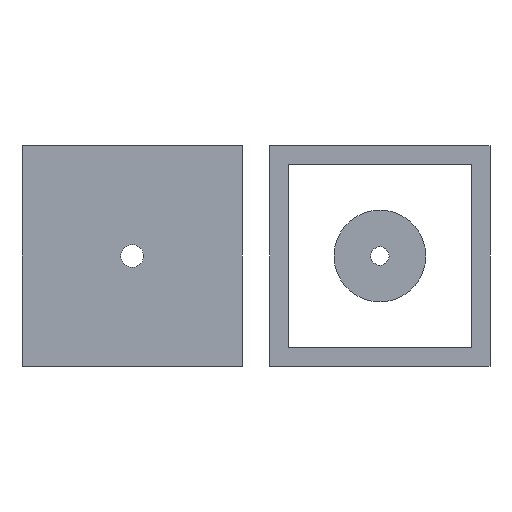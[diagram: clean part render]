
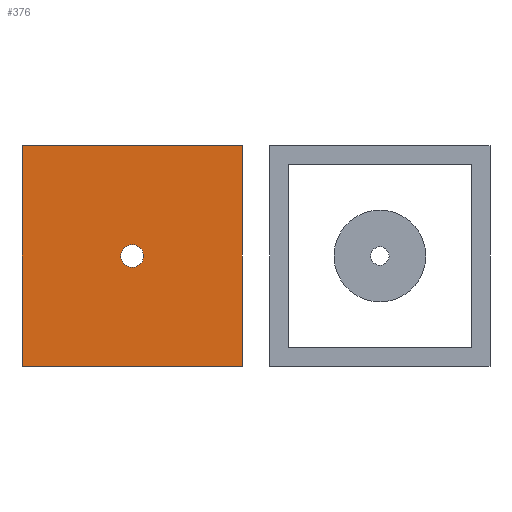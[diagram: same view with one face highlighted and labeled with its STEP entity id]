
A CAD part, front view. The second image highlights one B-rep face of the part: STEP entity #376.
In plain terms, the highlighted planar face has unit normal (0, -1, 0).
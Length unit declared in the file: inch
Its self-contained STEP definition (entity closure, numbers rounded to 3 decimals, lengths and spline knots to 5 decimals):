
#20=CIRCLE('',#405,0.125);
#41=FACE_BOUND('',#98,.T.);
#64=FACE_OUTER_BOUND('',#97,.T.);
#97=EDGE_LOOP('',(#330,#331,#332,#333));
#98=EDGE_LOOP('',(#334));
#123=LINE('',#589,#159);
#127=LINE('',#597,#163);
#130=LINE('',#603,#166);
#133=LINE('',#608,#169);
#159=VECTOR('',#490,0.3937);
#163=VECTOR('',#496,0.3937);
#166=VECTOR('',#501,0.3937);
#169=VECTOR('',#506,0.3937);
#194=VERTEX_POINT('',#584);
#195=VERTEX_POINT('',#587);
#196=VERTEX_POINT('',#588);
#199=VERTEX_POINT('',#596);
#201=VERTEX_POINT('',#602);
#234=EDGE_CURVE('',#194,#194,#20,.T.);
#235=EDGE_CURVE('',#195,#196,#123,.T.);
#239=EDGE_CURVE('',#196,#199,#127,.T.);
#242=EDGE_CURVE('',#199,#201,#130,.T.);
#245=EDGE_CURVE('',#201,#195,#133,.T.);
#330=ORIENTED_EDGE('',*,*,#245,.T.);
#331=ORIENTED_EDGE('',*,*,#235,.T.);
#332=ORIENTED_EDGE('',*,*,#239,.T.);
#333=ORIENTED_EDGE('',*,*,#242,.T.);
#334=ORIENTED_EDGE('',*,*,#234,.F.);
#353=PLANE('',#411);
#376=ADVANCED_FACE('',(#64,#41),#353,.F.);
#405=AXIS2_PLACEMENT_3D('',#585,#486,#487);
#411=AXIS2_PLACEMENT_3D('',#611,#510,#511);
#486=DIRECTION('center_axis',(0.,-1.,0.));
#487=DIRECTION('ref_axis',(1.,0.,0.));
#490=DIRECTION('',(0.,0.,1.));
#496=DIRECTION('',(-1.,0.,0.));
#501=DIRECTION('',(0.,0.,-1.));
#506=DIRECTION('',(1.,0.,0.));
#510=DIRECTION('center_axis',(0.,1.,0.));
#511=DIRECTION('ref_axis',(1.,0.,0.));
#584=CARTESIAN_POINT('',(-0.125,0.,0.));
#585=CARTESIAN_POINT('Origin',(0.,0.,0.));
#587=CARTESIAN_POINT('',(1.2,0.,-1.2));
#588=CARTESIAN_POINT('',(1.2,0.,1.2));
#589=CARTESIAN_POINT('',(1.2,0.,-1.2));
#596=CARTESIAN_POINT('',(-1.2,0.,1.2));
#597=CARTESIAN_POINT('',(1.2,0.,1.2));
#602=CARTESIAN_POINT('',(-1.2,0.,-1.2));
#603=CARTESIAN_POINT('',(-1.2,0.,1.2));
#608=CARTESIAN_POINT('',(-1.2,0.,-1.2));
#611=CARTESIAN_POINT('Origin',(0.,0.,0.));
